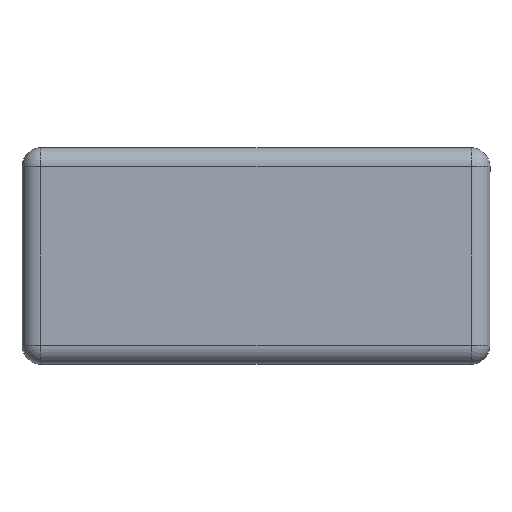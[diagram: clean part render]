
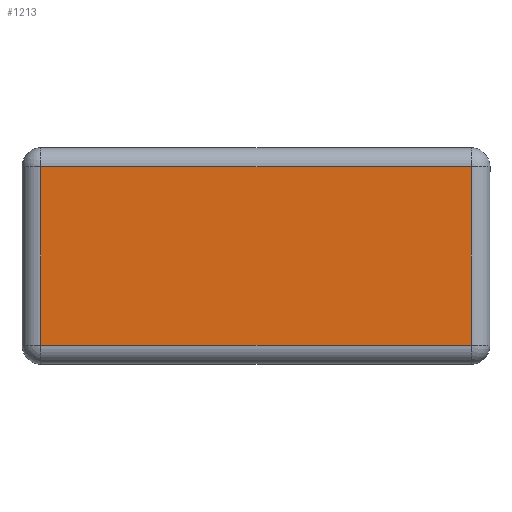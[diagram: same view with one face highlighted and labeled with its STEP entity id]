
A CAD part, front view. The second image highlights one B-rep face of the part: STEP entity #1213.
In plain terms, the highlighted planar face has unit normal (0, -1, 0).
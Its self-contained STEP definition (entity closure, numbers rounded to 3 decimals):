
#25=PLANE('',#1326);
#71=LINE('',#1827,#205);
#75=LINE('',#1843,#209);
#77=LINE('',#1846,#211);
#79=LINE('',#1849,#213);
#205=VECTOR('',#1460,10.);
#209=VECTOR('',#1478,10.);
#211=VECTOR('',#1482,10.);
#213=VECTOR('',#1486,10.);
#367=FACE_OUTER_BOUND('',#441,.T.);
#441=EDGE_LOOP('',(#887,#888,#889,#890));
#550=VERTEX_POINT('',#1789);
#555=VERTEX_POINT('',#1802);
#560=VERTEX_POINT('',#1815);
#565=VERTEX_POINT('',#1831);
#675=EDGE_CURVE('',#550,#560,#71,.T.);
#683=EDGE_CURVE('',#560,#565,#75,.T.);
#685=EDGE_CURVE('',#565,#555,#77,.T.);
#687=EDGE_CURVE('',#555,#550,#79,.T.);
#887=ORIENTED_EDGE('',*,*,#675,.F.);
#888=ORIENTED_EDGE('',*,*,#687,.F.);
#889=ORIENTED_EDGE('',*,*,#685,.F.);
#890=ORIENTED_EDGE('',*,*,#683,.F.);
#1213=ADVANCED_FACE('',(#367),#25,.T.);
#1326=AXIS2_PLACEMENT_3D('',#1855,#1494,#1495);
#1460=DIRECTION('',(0.,0.,-1.));
#1478=DIRECTION('',(-1.,0.,0.));
#1482=DIRECTION('',(0.,0.,1.));
#1486=DIRECTION('',(1.,0.,0.));
#1494=DIRECTION('center_axis',(0.,-1.,0.));
#1495=DIRECTION('ref_axis',(0.,0.,-1.));
#1789=CARTESIAN_POINT('',(44.9,-2.4,0.4));
#1802=CARTESIAN_POINT('',(-0.4,-2.4,0.4));
#1815=CARTESIAN_POINT('',(44.9,-2.4,-18.4));
#1827=CARTESIAN_POINT('',(44.9,-2.4,-14.7));
#1831=CARTESIAN_POINT('',(-0.4,-2.4,-18.4));
#1843=CARTESIAN_POINT('',(9.925,-2.4,-18.4));
#1846=CARTESIAN_POINT('',(-0.4,-2.4,-3.3));
#1849=CARTESIAN_POINT('',(34.575,-2.4,0.4));
#1855=CARTESIAN_POINT('Origin',(22.25,-2.4,-9.));
